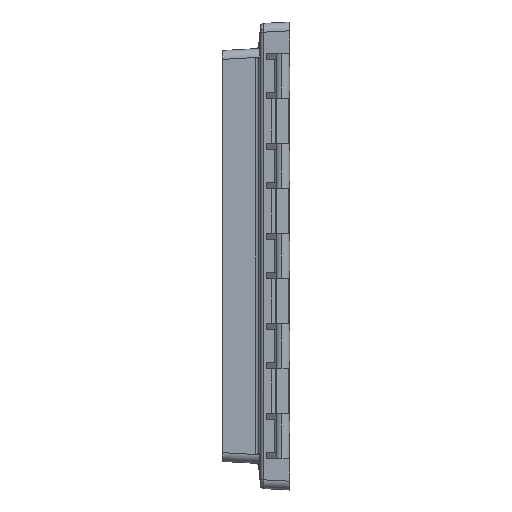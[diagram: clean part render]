
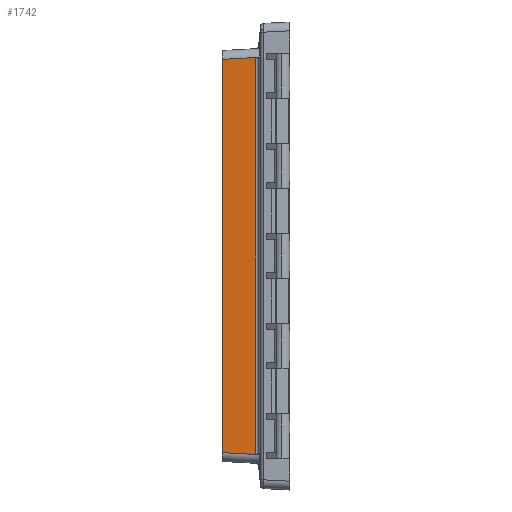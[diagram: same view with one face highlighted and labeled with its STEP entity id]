
A CAD part, left-side view. The second image highlights one B-rep face of the part: STEP entity #1742.
In plain terms, the highlighted planar face has unit normal (-0.999, 0.052, 0).
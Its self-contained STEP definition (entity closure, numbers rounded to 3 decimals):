
#240 = EDGE_CURVE ( 'NONE', #33213, #19101, #9119, .T. ) ;
#1683 = EDGE_LOOP ( 'NONE', ( #1743, #1744, #1746, #1747 ) ) ;
#1742 = ADVANCED_FACE ( 'NONE', ( #12576 ), #12575, .T. ) ;
#1743 = ORIENTED_EDGE ( 'NONE', *, *, #11943, .T. ) ;
#1744 = ORIENTED_EDGE ( 'NONE', *, *, #1745, .F. ) ;
#1745 = EDGE_CURVE ( 'NONE', #11895, #11919, #12612, .T. ) ;
#1746 = ORIENTED_EDGE ( 'NONE', *, *, #11921, .T. ) ;
#1747 = ORIENTED_EDGE ( 'NONE', *, *, #240, .F. ) ;
#9110 = DIRECTION ( 'NONE',  ( 0., 0., -1. ) ) ;
#9111 = VECTOR ( 'NONE', #9110, 1000. ) ;
#9118 = CARTESIAN_POINT ( 'NONE',  ( -129.667, 13.027, 0. ) ) ;
#9119 = LINE ( 'NONE', #9118, #9111 ) ;
#11895 = VERTEX_POINT ( 'NONE', #28313 ) ;
#11919 = VERTEX_POINT ( 'NONE', #28670 ) ;
#11921 = EDGE_CURVE ( 'NONE', #11895, #19101, #28669, .T. ) ;
#11943 = EDGE_CURVE ( 'NONE', #33213, #11919, #28685, .T. ) ;
#12575 = PLANE ( 'NONE',  #12616 ) ;
#12576 = FACE_OUTER_BOUND ( 'NONE', #1683, .T. ) ;
#12609 = DIRECTION ( 'NONE',  ( 0., 0., 1. ) ) ;
#12610 = VECTOR ( 'NONE', #12609, 1000. ) ;
#12611 = CARTESIAN_POINT ( 'NONE',  ( -128.568, 34., 0. ) ) ;
#12612 = LINE ( 'NONE', #12611, #12610 ) ;
#12613 = DIRECTION ( 'NONE',  ( -0.052, -0.999, 0. ) ) ;
#12614 = DIRECTION ( 'NONE',  ( -0.999, 0.052, 0. ) ) ;
#12615 = CARTESIAN_POINT ( 'NONE',  ( -130.35, 0., -129.5 ) ) ;
#12616 = AXIS2_PLACEMENT_3D ( 'NONE', #12615, #12614, #12613 ) ;
#19101 = VERTEX_POINT ( 'NONE', #30119 ) ;
#28313 = CARTESIAN_POINT ( 'NONE',  ( -128.568, 34., -122.223 ) ) ;
#28666 = DIRECTION ( 'NONE',  ( -0.052, -0.997, -0.052 ) ) ;
#28667 = VECTOR ( 'NONE', #28666, 1000. ) ;
#28668 = CARTESIAN_POINT ( 'NONE',  ( -129.118, 23.514, -122.773 ) ) ;
#28669 = LINE ( 'NONE', #28668, #28667 ) ;
#28670 = CARTESIAN_POINT ( 'NONE',  ( -128.568, 34., 122.223 ) ) ;
#28682 = DIRECTION ( 'NONE',  ( 0.052, 0.997, -0.052 ) ) ;
#28683 = VECTOR ( 'NONE', #28682, 1000. ) ;
#28684 = CARTESIAN_POINT ( 'NONE',  ( -129.118, 23.514, 122.772 ) ) ;
#28685 = LINE ( 'NONE', #28684, #28683 ) ;
#30119 = CARTESIAN_POINT ( 'NONE',  ( -129.667, 13.027, -123.322 ) ) ;
#33213 = VERTEX_POINT ( 'NONE', #33492 ) ;
#33492 = CARTESIAN_POINT ( 'NONE',  ( -129.667, 13.027, 123.322 ) ) ;
